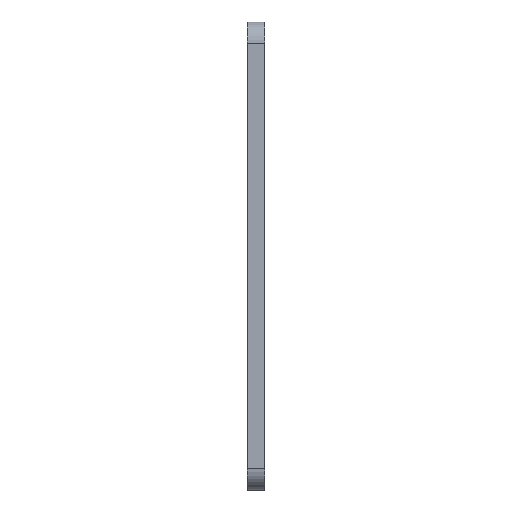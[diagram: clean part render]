
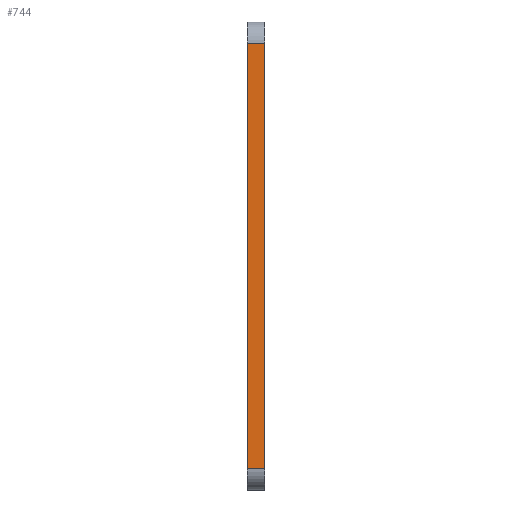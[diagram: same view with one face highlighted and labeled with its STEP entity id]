
A CAD part, left-side view. The second image highlights one B-rep face of the part: STEP entity #744.
In plain terms, the highlighted planar face has unit normal (-1, 0, 0).
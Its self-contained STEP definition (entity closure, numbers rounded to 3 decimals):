
#92 = VERTEX_POINT ( 'NONE', #561 ) ;
#156 = CARTESIAN_POINT ( 'NONE',  ( -139.5, 8., 100. ) ) ;
#165 = VECTOR ( 'NONE', #1444, 1000. ) ;
#199 = DIRECTION ( 'NONE',  ( 0., 0., 1. ) ) ;
#307 = LINE ( 'NONE', #1245, #415 ) ;
#347 = LINE ( 'NONE', #1554, #1423 ) ;
#354 = LINE ( 'NONE', #1699, #1116 ) ;
#415 = VECTOR ( 'NONE', #1092, 1000. ) ;
#434 = LINE ( 'NONE', #1729, #165 ) ;
#439 = EDGE_CURVE ( 'NONE', #608, #1049, #354, .T. ) ;
#528 = CARTESIAN_POINT ( 'NONE',  ( -139.5, 8., -100. ) ) ;
#561 = CARTESIAN_POINT ( 'NONE',  ( -139.5, 0., 100. ) ) ;
#577 = CARTESIAN_POINT ( 'NONE',  ( -139.5, 0., -100. ) ) ;
#608 = VERTEX_POINT ( 'NONE', #156 ) ;
#744 = ADVANCED_FACE ( 'NONE', ( #894 ), #912, .T. ) ;
#754 = DIRECTION ( 'NONE',  ( -1., 0., 0. ) ) ;
#830 = DIRECTION ( 'NONE',  ( 0., 1., 0. ) ) ;
#853 = ORIENTED_EDGE ( 'NONE', *, *, #1829, .F. ) ;
#894 = FACE_OUTER_BOUND ( 'NONE', #1565, .T. ) ;
#901 = CARTESIAN_POINT ( 'NONE',  ( -139.5, 0., -110. ) ) ;
#912 = PLANE ( 'NONE',  #1218 ) ;
#992 = EDGE_CURVE ( 'NONE', #92, #608, #347, .T. ) ;
#1030 = EDGE_CURVE ( 'NONE', #1049, #1816, #307, .T. ) ;
#1049 = VERTEX_POINT ( 'NONE', #528 ) ;
#1092 = DIRECTION ( 'NONE',  ( 0., -1., 0. ) ) ;
#1116 = VECTOR ( 'NONE', #1846, 1000. ) ;
#1188 = ORIENTED_EDGE ( 'NONE', *, *, #439, .T. ) ;
#1218 = AXIS2_PLACEMENT_3D ( 'NONE', #901, #754, #199 ) ;
#1245 = CARTESIAN_POINT ( 'NONE',  ( -139.5, 0., -100. ) ) ;
#1423 = VECTOR ( 'NONE', #830, 1000. ) ;
#1424 = ORIENTED_EDGE ( 'NONE', *, *, #992, .T. ) ;
#1444 = DIRECTION ( 'NONE',  ( 0., 0., -1. ) ) ;
#1554 = CARTESIAN_POINT ( 'NONE',  ( -139.5, 0., 100. ) ) ;
#1565 = EDGE_LOOP ( 'NONE', ( #1188, #1722, #853, #1424 ) ) ;
#1699 = CARTESIAN_POINT ( 'NONE',  ( -139.5, 8., 110. ) ) ;
#1722 = ORIENTED_EDGE ( 'NONE', *, *, #1030, .T. ) ;
#1729 = CARTESIAN_POINT ( 'NONE',  ( -139.5, 0., 110. ) ) ;
#1816 = VERTEX_POINT ( 'NONE', #577 ) ;
#1829 = EDGE_CURVE ( 'NONE', #92, #1816, #434, .T. ) ;
#1846 = DIRECTION ( 'NONE',  ( 0., 0., -1. ) ) ;
